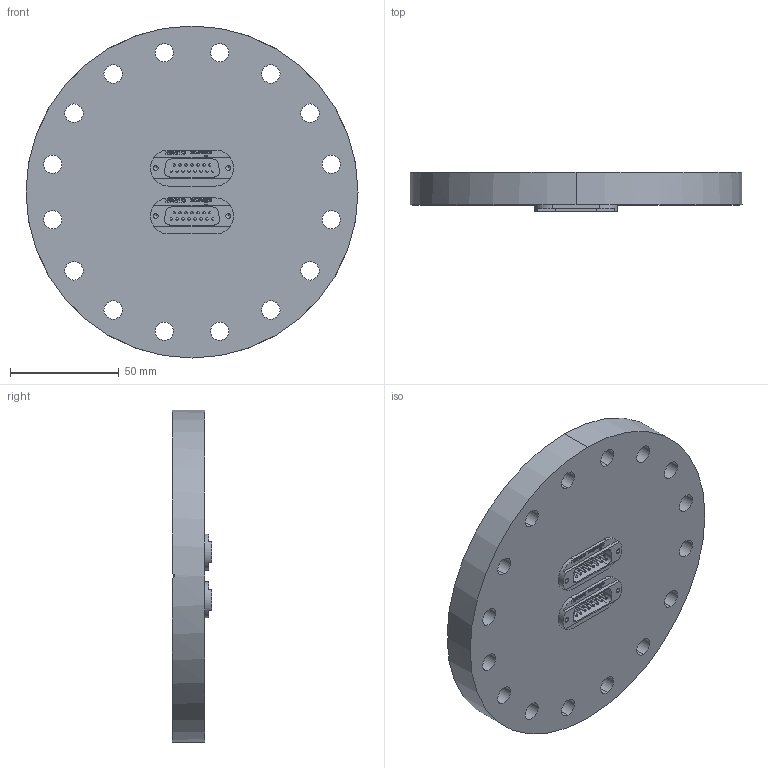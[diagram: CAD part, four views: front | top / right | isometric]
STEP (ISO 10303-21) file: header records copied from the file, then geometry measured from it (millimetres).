
FILE_DESCRIPTION (( 'STEP AP214' ), '1' );
FILE_NAME ('210-D15-C100-2_00.STEP', '2025-02-25T12:24:14', ( '' ), ( '' ), 'SwSTEP 2.0', 'SolidWorks 2022', '' );
FILE_SCHEMA (( 'AUTOMOTIVE_DESIGN' ));
Length unit declared in the file: millimetre
Products named in the file (5): 218-D9-37-SS_218-D15-SS; 9218-D9-37-SS-V22_15pin 1mm beschr. allectra; 9210-D15-C100-2_CF100; 9210-PIN-FENI_Pin vergoldet; 210-D15-C100-2_00
Assembly tree (19 placements, depth 3):
  210-D15-C100-2_00
    9210-D15-C100-2_CF100
    218-D9-37-SS_218-D15-SS  x2
      9218-D9-37-SS-V22_15pin 1mm beschr. allectra
      9210-PIN-FENI_Pin vergoldet
Bounding box: 152.4 x 18.2 x 152.4 mm (x, y, z)
Volume: 243199.7 mm3; surface area: 58797.2 mm2
Topology: 33 solids, 33 shells, 724 faces, 1994 edges, 1312 vertices
Faces by surface type: cylinder 294, plane 292, sphere 60, bspline 54, cone 20, torus 4
Entity records: 12595 total; most frequent: CARTESIAN_POINT 3670, ORIENTED_EDGE 1782, DIRECTION 1781, EDGE_CURVE 891, AXIS2_PLACEMENT_3D 619, VERTEX_POINT 590, VECTOR 543, LINE 543
